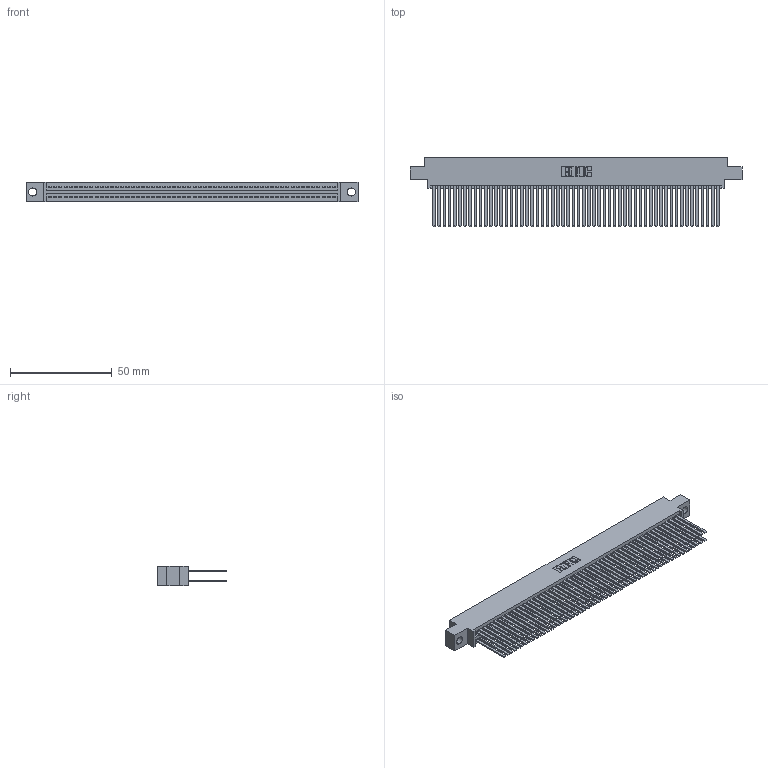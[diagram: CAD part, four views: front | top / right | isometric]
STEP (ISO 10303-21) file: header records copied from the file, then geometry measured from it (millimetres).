
FILE_DESCRIPTION (( 'STEP AP203' ), '1' );
FILE_NAME ('345-112-544-804.STEP', '2018-10-07T16:07:22', ( '' ), ( '' ), 'SwSTEP 2.0', 'SolidWorks 2016', '' );
FILE_SCHEMA (( 'CONFIG_CONTROL_DESIGN' ));
Length unit declared in the file: inch
Products named in the file (3): 345-112-544-804; 345-292-001_345-293-144; 345 Part_0.170 Offset - 0.156 Dia-TH
Assembly tree (113 placements, depth 2):
  345-112-544-804
    345 Part_0.170 Offset - 0.156 Dia-TH
    345-292-001_345-293-144  x112
Bounding box: 163.45 x 33.96 x 9.4 mm (x, y, z)
Volume: 17376.3 mm3; surface area: 30516.6 mm2
Topology: 113 solids, 113 shells, 5058 faces, 15025 edges, 9866 vertices
Faces by surface type: plane 3332, cylinder 1726
Entity records: 42005 total; most frequent: CARTESIAN_POINT 7028, ORIENTED_EDGE 6962, DIRECTION 6177, EDGE_CURVE 3481, LINE 3129, VECTOR 3129, VERTEX_POINT 2318, AXIS2_PLACEMENT_3D 1524
